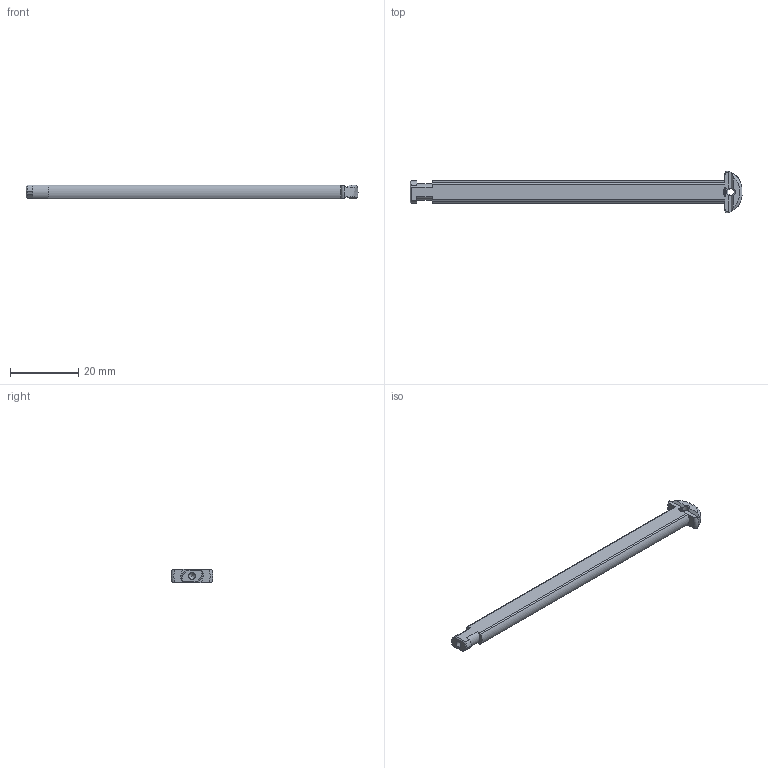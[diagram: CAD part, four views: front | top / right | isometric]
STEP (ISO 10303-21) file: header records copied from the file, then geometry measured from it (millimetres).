
FILE_DESCRIPTION(('FreeCAD Model'),'2;1');
FILE_NAME('Open CASCADE Shape Model','2022-06-09T15:06:10',('Author'),( ''),'Open CASCADE STEP processor 7.5','FreeCAD','Unknown');
FILE_SCHEMA(('AUTOMOTIVE_DESIGN { 1 0 10303 214 1 1 1 1 }'));
Length unit declared in the file: millimetre
Products named in the file (1): Pin CL RHD BU07.00 - SPN-PIN-0068 (stemfie.org)
Bounding box: 97.5 x 12.25 x 4 mm (x, y, z)
Volume: 2395.1 mm3; surface area: 1961.1 mm2
Topology: 1 solids, 1 shells, 503 faces, 1410 edges, 940 vertices
Faces by surface type: plane 326, bspline 160, cone 8, cylinder 7, torus 2
Full cylindrical faces by diameter (mm): 2 x1
Entity records: 37159 total; most frequent: CARTESIAN_POINT 11316, DIRECTION 3861, LINE 3075, VECTOR 3075, ORIENTED_EDGE 2816, PCURVE 2816, DEFINITIONAL_REPRESENTATION 2816, EDGE_CURVE 1408
